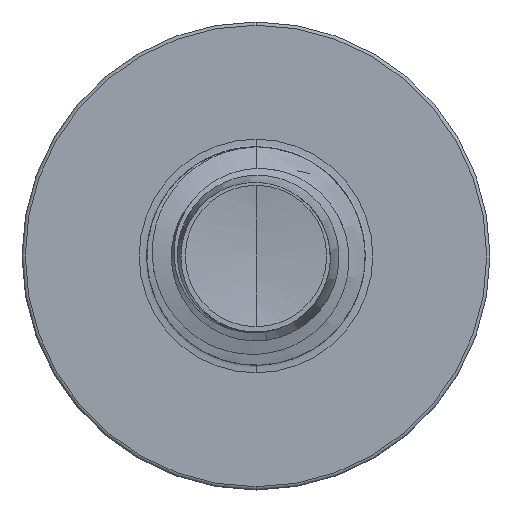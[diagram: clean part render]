
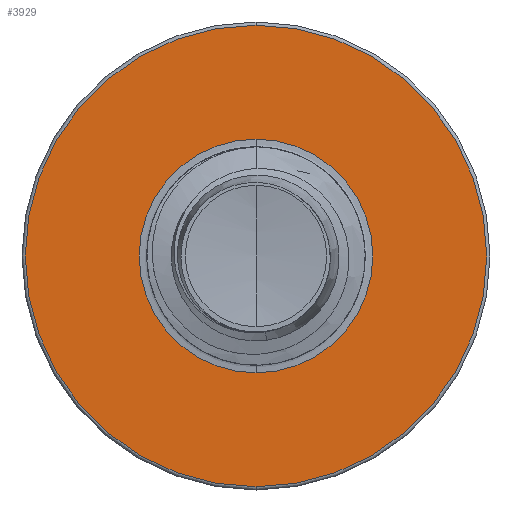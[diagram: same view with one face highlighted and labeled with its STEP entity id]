
A CAD part, front view. The second image highlights one B-rep face of the part: STEP entity #3929.
In plain terms, the highlighted planar face has unit normal (0, -1, 0).
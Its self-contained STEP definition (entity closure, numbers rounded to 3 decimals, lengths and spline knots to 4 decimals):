
#1980 = AXIS2_PLACEMENT_3D ( 'NONE', #26253, #10360, #28918 ) ;
#2351 = DIRECTION ( 'NONE',  ( 0., 1., 0. ) ) ;
#3236 = DIRECTION ( 'NONE',  ( 0., 1., 0. ) ) ;
#3929 = ADVANCED_FACE ( 'NONE', ( #25045, #16306 ), #25033, .F. ) ;
#5051 = CARTESIAN_POINT ( 'NONE',  ( 0., 12.5, 1.872 ) ) ;
#5061 = CARTESIAN_POINT ( 'NONE',  ( 0., 12.5, -1.872 ) ) ;
#5903 = EDGE_CURVE ( 'NONE', #12028, #13948, #7983, .T. ) ;
#6440 = ORIENTED_EDGE ( 'NONE', *, *, #22377, .T. ) ;
#7771 = CIRCLE ( 'NONE', #1980, 1.872 ) ;
#7983 = CIRCLE ( 'NONE', #17734, 3.6975 ) ;
#9141 = DIRECTION ( 'NONE',  ( 0., 1., 0. ) ) ;
#10360 = DIRECTION ( 'NONE',  ( 0., 1., 0. ) ) ;
#11684 = ORIENTED_EDGE ( 'NONE', *, *, #32384, .F. ) ;
#12028 = VERTEX_POINT ( 'NONE', #13740 ) ;
#13516 = DIRECTION ( 'NONE',  ( 0., 1., 0. ) ) ;
#13740 = CARTESIAN_POINT ( 'NONE',  ( 0., 12.5, 3.6975 ) ) ;
#13814 = EDGE_LOOP ( 'NONE', ( #15618, #11684 ) ) ;
#13948 = VERTEX_POINT ( 'NONE', #14508 ) ;
#14508 = CARTESIAN_POINT ( 'NONE',  ( 0., 12.5, -3.6975 ) ) ;
#14560 = AXIS2_PLACEMENT_3D ( 'NONE', #29406, #13516, #32078 ) ;
#14842 = CIRCLE ( 'NONE', #32896, 1.872 ) ;
#15618 = ORIENTED_EDGE ( 'NONE', *, *, #5903, .F. ) ;
#16306 = FACE_BOUND ( 'NONE', #29367, .T. ) ;
#16402 = CIRCLE ( 'NONE', #14560, 3.6975 ) ;
#17512 = VERTEX_POINT ( 'NONE', #5051 ) ;
#17734 = AXIS2_PLACEMENT_3D ( 'NONE', #19124, #3236, #21806 ) ;
#18253 = CARTESIAN_POINT ( 'NONE',  ( 0., 12.5, 0. ) ) ;
#19124 = CARTESIAN_POINT ( 'NONE',  ( 0., 12.5, 0. ) ) ;
#20924 = DIRECTION ( 'NONE',  ( 0., 0., 1. ) ) ;
#21806 = DIRECTION ( 'NONE',  ( 0., 0., 1. ) ) ;
#22239 = EDGE_CURVE ( 'NONE', #23801, #17512, #14842, .T. ) ;
#22377 = EDGE_CURVE ( 'NONE', #17512, #23801, #7771, .T. ) ;
#22612 = ORIENTED_EDGE ( 'NONE', *, *, #22239, .T. ) ;
#23801 = VERTEX_POINT ( 'NONE', #5061 ) ;
#25033 = PLANE ( 'NONE',  #33281 ) ;
#25045 = FACE_OUTER_BOUND ( 'NONE', #13814, .T. ) ;
#26253 = CARTESIAN_POINT ( 'NONE',  ( 0., 12.5, 0. ) ) ;
#27701 = DIRECTION ( 'NONE',  ( 0., 0., 1. ) ) ;
#28918 = DIRECTION ( 'NONE',  ( 0., 0., 1. ) ) ;
#29367 = EDGE_LOOP ( 'NONE', ( #6440, #22612 ) ) ;
#29406 = CARTESIAN_POINT ( 'NONE',  ( 0., 12.5, 0. ) ) ;
#30253 = CARTESIAN_POINT ( 'NONE',  ( 0., 12.5, -1.872 ) ) ;
#32078 = DIRECTION ( 'NONE',  ( 0., 0., 1. ) ) ;
#32384 = EDGE_CURVE ( 'NONE', #13948, #12028, #16402, .T. ) ;
#32896 = AXIS2_PLACEMENT_3D ( 'NONE', #18253, #2351, #20924 ) ;
#33281 = AXIS2_PLACEMENT_3D ( 'NONE', #30253, #9141, #27701 ) ;
